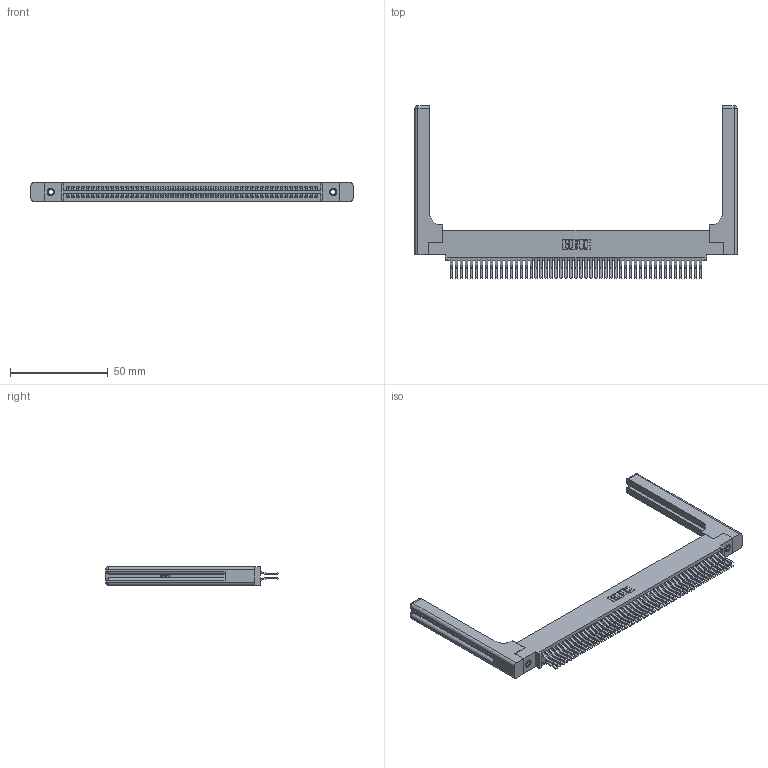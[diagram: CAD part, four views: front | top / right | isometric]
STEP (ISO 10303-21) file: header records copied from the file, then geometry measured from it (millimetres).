
FILE_DESCRIPTION (( 'STEP AP203' ), '1' );
FILE_NAME ('345-102-560-558.STEP', '2019-11-03T09:50:19', ( '' ), ( '' ), 'SwSTEP 2.0', 'SolidWorks 2016', '' );
FILE_SCHEMA (( 'CONFIG_CONTROL_DESIGN' ));
Length unit declared in the file: inch
Products named in the file (5): 345 Part_0.110 Offset - 0.156 Dia-TH; 345-250-001_345-250-001-102; 345-292-001_560 Tail; 345-220-058_345-220-058; 345-102-560-558
Assembly tree (107 placements, depth 2):
  345-102-560-558
    345 Part_0.110 Offset - 0.156 Dia-TH
    345-292-001_560 Tail  x102
    345-250-001_345-250-001-102  x2
    345-220-058_345-220-058  x2
Bounding box: 164.57 x 88.2 x 9.4 mm (x, y, z)
Volume: 25140 mm3; surface area: 31679 mm2
Topology: 107 solids, 107 shells, 5690 faces, 16829 edges, 11062 vertices
Faces by surface type: plane 3598, cylinder 2032, bspline 36, cone 12, sphere 8, torus 4
Entity records: 44206 total; most frequent: CARTESIAN_POINT 8397, ORIENTED_EDGE 7128, DIRECTION 6328, EDGE_CURVE 3564, LINE 3132, VECTOR 3132, VERTEX_POINT 2366, AXIS2_PLACEMENT_3D 1598
